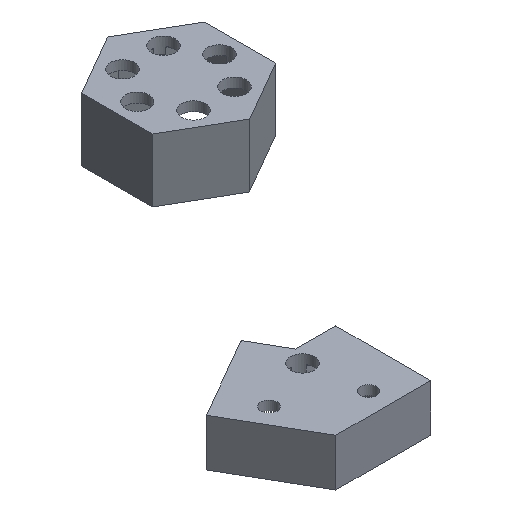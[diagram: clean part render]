
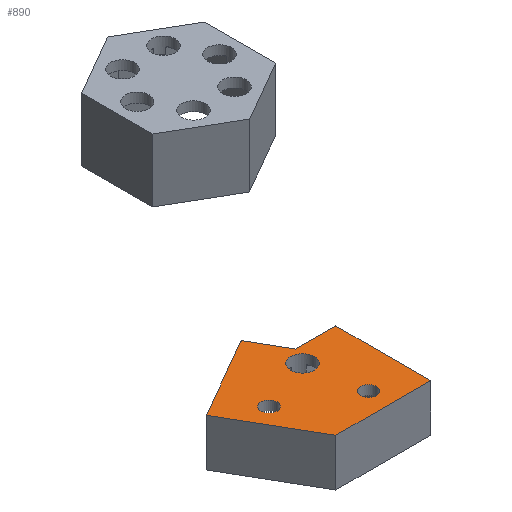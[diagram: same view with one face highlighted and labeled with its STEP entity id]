
A CAD part, isometric view. The second image highlights one B-rep face of the part: STEP entity #890.
In plain terms, the highlighted planar face has unit normal (0, 0, 1).
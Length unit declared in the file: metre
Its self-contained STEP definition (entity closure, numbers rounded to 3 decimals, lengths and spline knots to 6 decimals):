
#41=CIRCLE('',#980,0.002117);
#42=CIRCLE('',#981,0.003175);
#43=CIRCLE('',#982,0.002117);
#204=ORIENTED_EDGE('',*,*,#370,.T.);
#205=ORIENTED_EDGE('',*,*,#371,.F.);
#206=ORIENTED_EDGE('',*,*,#372,.F.);
#207=ORIENTED_EDGE('',*,*,#373,.F.);
#208=ORIENTED_EDGE('',*,*,#374,.T.);
#209=ORIENTED_EDGE('',*,*,#375,.T.);
#210=ORIENTED_EDGE('',*,*,#376,.F.);
#211=ORIENTED_EDGE('',*,*,#377,.F.);
#212=ORIENTED_EDGE('',*,*,#378,.F.);
#370=EDGE_CURVE('',#468,#468,#41,.T.);
#371=EDGE_CURVE('',#469,#469,#42,.T.);
#372=EDGE_CURVE('',#470,#471,#559,.T.);
#373=EDGE_CURVE('',#472,#470,#560,.T.);
#374=EDGE_CURVE('',#472,#473,#561,.T.);
#375=EDGE_CURVE('',#473,#474,#562,.T.);
#376=EDGE_CURVE('',#475,#474,#563,.T.);
#377=EDGE_CURVE('',#471,#475,#564,.T.);
#378=EDGE_CURVE('',#476,#476,#43,.T.);
#468=VERTEX_POINT('',#1408);
#469=VERTEX_POINT('',#1410);
#470=VERTEX_POINT('',#1412);
#471=VERTEX_POINT('',#1413);
#472=VERTEX_POINT('',#1415);
#473=VERTEX_POINT('',#1417);
#474=VERTEX_POINT('',#1419);
#475=VERTEX_POINT('',#1421);
#476=VERTEX_POINT('',#1424);
#559=LINE('',#1411,#656);
#560=LINE('',#1414,#657);
#561=LINE('',#1416,#658);
#562=LINE('',#1418,#659);
#563=LINE('',#1420,#660);
#564=LINE('',#1422,#661);
#656=VECTOR('',#1164,1.);
#657=VECTOR('',#1165,1.);
#658=VECTOR('',#1166,1.);
#659=VECTOR('',#1167,1.);
#660=VECTOR('',#1168,1.);
#661=VECTOR('',#1169,1.);
#733=EDGE_LOOP('',(#204));
#734=EDGE_LOOP('',(#205));
#735=EDGE_LOOP('',(#206,#207,#208,#209,#210,#211));
#736=EDGE_LOOP('',(#212));
#800=FACE_BOUND('',#733,.T.);
#801=FACE_BOUND('',#734,.T.);
#802=FACE_BOUND('',#735,.T.);
#803=FACE_BOUND('',#736,.T.);
#848=PLANE('',#979);
#890=ADVANCED_FACE('',(#800,#801,#802,#803),#848,.T.);
#979=AXIS2_PLACEMENT_3D('',#1406,#1158,#1159);
#980=AXIS2_PLACEMENT_3D('',#1407,#1160,#1161);
#981=AXIS2_PLACEMENT_3D('',#1409,#1162,#1163);
#982=AXIS2_PLACEMENT_3D('',#1423,#1170,#1171);
#1158=DIRECTION('',(0.,0.,1.));
#1159=DIRECTION('',(1.,0.,0.));
#1160=DIRECTION('',(0.,0.,-1.));
#1161=DIRECTION('',(1.,0.,0.));
#1162=DIRECTION('',(0.,0.,1.));
#1163=DIRECTION('',(1.,0.,0.));
#1164=DIRECTION('',(-0.5,0.866,0.));
#1165=DIRECTION('',(-1.,0.,0.));
#1166=DIRECTION('',(0.,1.,0.));
#1167=DIRECTION('',(-1.,0.,0.));
#1168=DIRECTION('',(0.5,-0.866,0.));
#1169=DIRECTION('',(0.866,0.5,0.));
#1170=DIRECTION('',(0.,0.,1.));
#1171=DIRECTION('',(1.,0.,0.));
#1406=CARTESIAN_POINT('',(-0.051283,-0.082476,0.0127));
#1407=CARTESIAN_POINT('',(-0.042969,-0.093977,0.0127));
#1408=CARTESIAN_POINT('',(-0.040852,-0.093977,0.0127));
#1409=CARTESIAN_POINT('',(-0.045413,-0.078657,0.0127));
#1410=CARTESIAN_POINT('',(-0.042238,-0.078657,0.0127));
#1411=CARTESIAN_POINT('',(-0.063983,-0.088826,0.0127));
#1412=CARTESIAN_POINT('',(-0.057633,-0.099824,0.0127));
#1413=CARTESIAN_POINT('',(-0.070333,-0.077827,0.0127));
#1414=CARTESIAN_POINT('',(-0.044933,-0.099824,0.0127));
#1415=CARTESIAN_POINT('',(-0.032233,-0.099824,0.0127));
#1416=CARTESIAN_POINT('',(-0.032233,-0.087124,0.0127));
#1417=CARTESIAN_POINT('',(-0.032233,-0.074424,0.0127));
#1418=CARTESIAN_POINT('',(-0.037601,-0.074424,0.0127));
#1419=CARTESIAN_POINT('',(-0.042969,-0.074424,0.0127));
#1420=CARTESIAN_POINT('',(-0.045653,-0.069776,0.0127));
#1421=CARTESIAN_POINT('',(-0.048336,-0.065127,0.0127));
#1422=CARTESIAN_POINT('',(-0.059335,-0.071477,0.0127));
#1423=CARTESIAN_POINT('',(-0.059902,-0.084201,0.0127));
#1424=CARTESIAN_POINT('',(-0.057785,-0.084201,0.0127));
